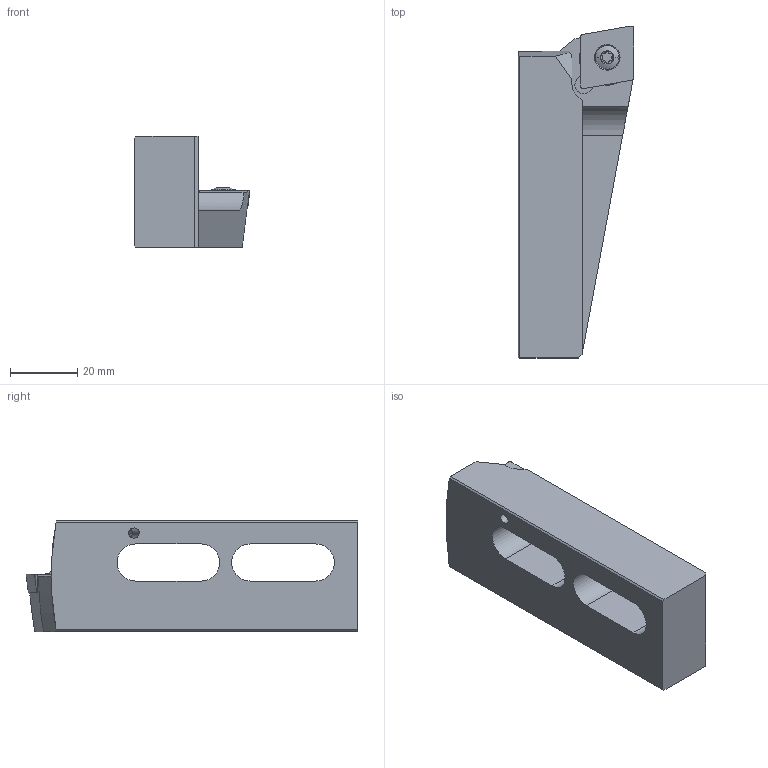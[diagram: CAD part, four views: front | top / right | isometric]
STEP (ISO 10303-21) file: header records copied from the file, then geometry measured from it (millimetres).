
FILE_DESCRIPTION (( 'STEP AP214' ), '1' );
FILE_NAME ('637.953 Kaiser FKW 200 CC16 DVS.step', '2011-06-01T12:57:27', ( '' ), ( '' ), 'SwSTEP 2.0', 'SolidWorks 2010', '' );
FILE_SCHEMA (( 'AUTOMOTIVE_DESIGN' ));
Length unit declared in the file: millimetre
Products named in the file (4): 637.953 Kaiser FKW 200 CC16 DVS; 694.150 Kaiser ETL M5 X 13,3 T20 IP 10S; 654.983 Kaiser CCMT 160508 K20C
Assembly tree (3 placements, depth 2):
  637.953 Kaiser FKW 200 CC16 DVS
    654.983 Kaiser CCMT 160508 K20C
    637.953 Kaiser FKW 200 CC16 DVS
    694.150 Kaiser ETL M5 X 13,3 T20 IP 10S
Bounding box: 34.4 x 98.5 x 33 mm (x, y, z)
Volume: 51301.4 mm3; surface area: 15670.8 mm2
Topology: 3 solids, 3 shells, 124 faces, 323 edges, 206 vertices
Faces by surface type: plane 49, cylinder 44, cone 22, torus 8, bspline 1
Entity records: 4316 total; most frequent: CARTESIAN_POINT 822, DIRECTION 681, ORIENTED_EDGE 646, EDGE_CURVE 323, AXIS2_PLACEMENT_3D 262, VERTEX_POINT 206, LINE 157, VECTOR 157
